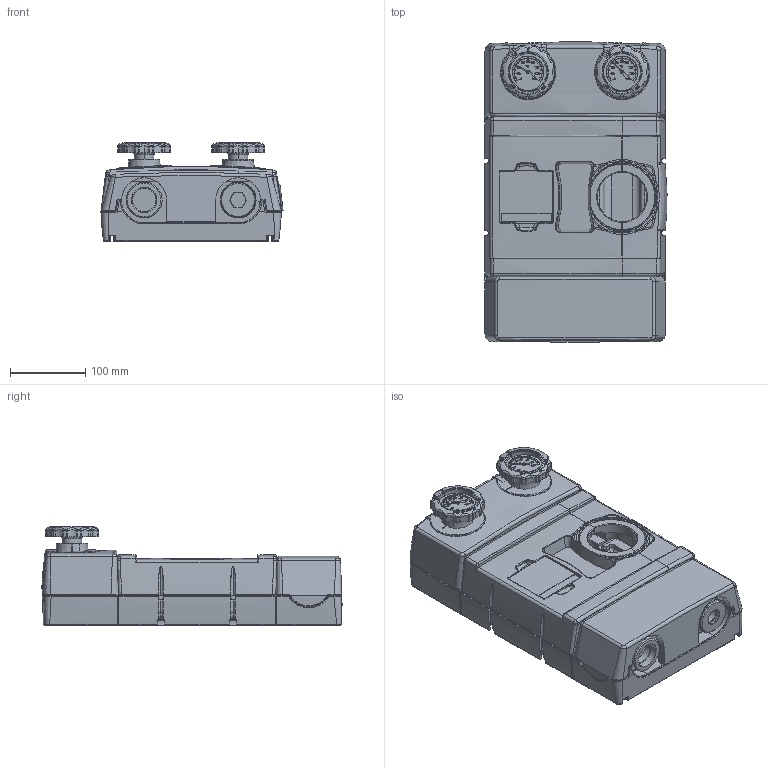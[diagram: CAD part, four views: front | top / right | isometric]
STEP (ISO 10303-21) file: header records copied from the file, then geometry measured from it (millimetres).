
FILE_DESCRIPTION(('CATIA V5 STEP Exchange','CAx-IF Rec.Pracs.--- Model Styling and Organization---1.2---2011-12-15'),'2;1');
FILE_NAME('61200100 GDF111.stp','2017-05-17T11:05:35+00:00',('none'),('none'),'CATIA Version 5-6 Release 2014 SP4 HF22','CATIA V5 STEP AP214','none');
FILE_SCHEMA(('AUTOMOTIVE_DESIGN { 1 0 10303 214 1 1 1 1 }'));
Length unit declared in the file: millimetre
Products named in the file (1): 7540 S1_AllCATPart
Bounding box: 242.32 x 399.41 x 131.7 mm (x, y, z)
Volume: 7282579.5 mm3; surface area: 645544.7 mm2
Topology: 1 solids, 54 shells, 5753 faces, 14849 edges, 9328 vertices
Faces by surface type: plane 2370, cylinder 1057, cone 971, bspline 831, torus 378, sphere 138, extrusion 8
Entity records: 229774 total; most frequent: CARTESIAN_POINT 102577, ORIENTED_EDGE 29492, DIRECTION 18310, EDGE_CURVE 14746, VERTEX_POINT 9322, AXIS2_PLACEMENT_3D 7509, VECTOR 6643, LINE 6635
